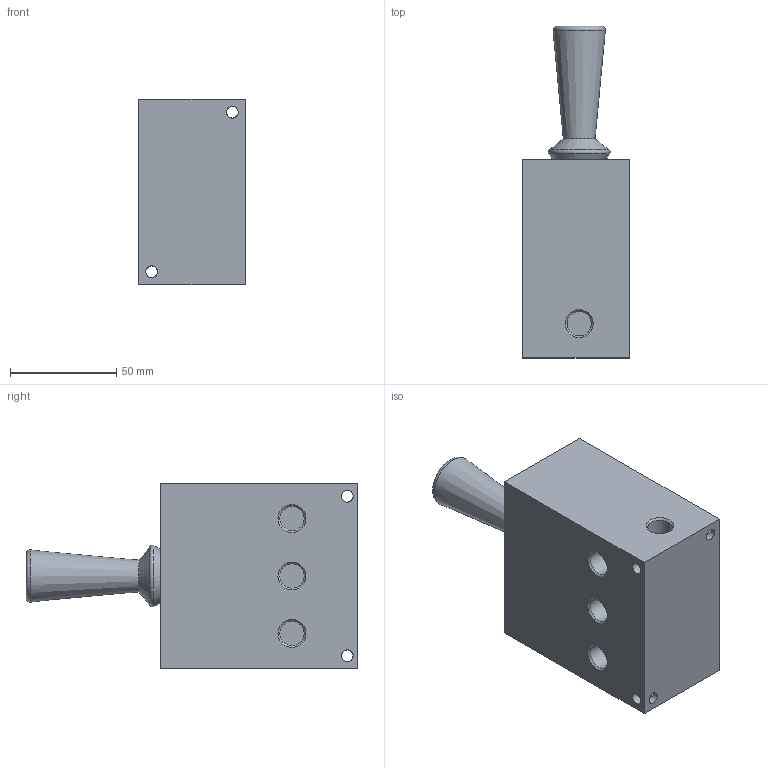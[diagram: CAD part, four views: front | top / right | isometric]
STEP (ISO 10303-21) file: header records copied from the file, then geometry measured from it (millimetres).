
FILE_DESCRIPTION(/* description */ ('STEP AP214'),/* implementation_level */ '2;1');
FILE_NAME(/* name */ '4577_H-5_3-1_4',/* time_stamp */ '2024-08-22T15:34:17+02:00',/* author */ ('License CC BY-ND 4.0'),/* organization */ ('CADENAS'),/* preprocessor_version */ 'ST-DEVELOPER v19.3',/* originating_system */ 'PARTsolutions',/* authorisation */ ' ');
FILE_SCHEMA (('AUTOMOTIVE_DESIGN {1 0 10303 214 3 1 1}'));
Length unit declared in the file: millimetre
Products named in the file (2): 4577 H-5/3-1/4---(0); 4577 H-5/3-1/4(---0-P1)
Assembly tree (1 placements, depth 2):
  4577 H-5/3-1/4---(0)
    4577 H-5/3-1/4(---0-P1)
Bounding box: 50 x 156 x 87 mm (x, y, z)
Volume: 407504.5 mm3; surface area: 46768.7 mm2
Topology: 1 solids, 1 shells, 57 faces, 124 edges, 77 vertices
Faces by surface type: plane 30, cylinder 17, cone 8, torus 2
Full cylindrical faces by diameter (mm): 5.5 x8, 10 x4, 11.445 x5
Entity records: 1449 total; most frequent: DIRECTION 256, CARTESIAN_POINT 225, ORIENTED_EDGE 186, EDGE_LOOP 104, FACE_BOUND 104, AXIS2_PLACEMENT_3D 104, EDGE_CURVE 93, VERTEX_POINT 73
